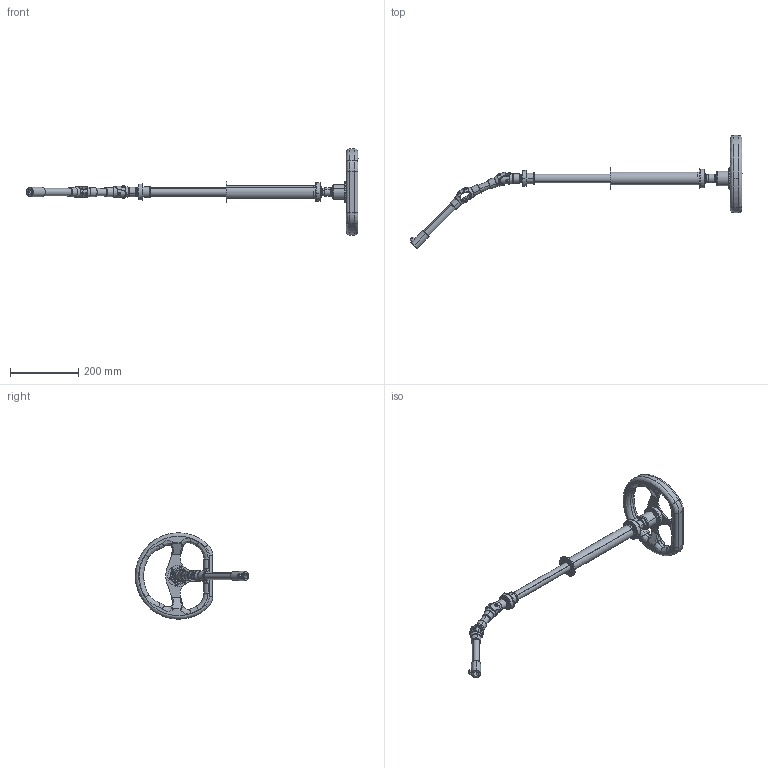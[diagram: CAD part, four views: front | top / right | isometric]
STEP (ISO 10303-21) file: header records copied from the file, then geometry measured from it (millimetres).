
FILE_DESCRIPTION (( 'STEP AP214' ), '1' );
FILE_NAME ('SteeringColumn2SplineShaftFront.STEP', '2019-01-26T03:44:01', ( 'pattaya2u' ), ( 'Microsoft' ), 'SwSTEP 2.0', 'SolidWorks 2018', '' );
FILE_SCHEMA (( 'AUTOMOTIVE_DESIGN' ));
Length unit declared in the file: millimetre
Products named in the file (20): SteeringColumn2SplineShaftFront; TubeSteering.75_RackToUJoint; Basic External Retaining Ring_wti_Truarc 5100-112 - S1.125; Basic Internal Retaining Ring_am_B27.7M - 3BM1-47; AdapterUJointToColumn; TubeSteering.75_DoubleUJoint; SteeringWheel; Coupler.75SmoothTo.625-36Spline; SteeringWheelDisconnect; SteeringColumn; U-JointDoubleMid; AdapterHubToColumn; BearingBall6005; Socket Button Head Cap Screw_AI_SBHCSCREW 0.3125-18x0.5-HX-N; Basic Internal Retaining Ring_am_B27.7M - 3BM1-55; Radial Ball Bearing_68_SKF_SKF - 6006 - 14,SI,NC,14_68; SteeringWheelDisconnectSpline; SteeringColumnBush; U-JointWoodward; WheelHubDisconnect
Assembly tree (24 placements, depth 3):
  SteeringColumn2SplineShaftFront
    BearingBall6005
    WheelHubDisconnect
      SteeringWheelDisconnectSpline
      SteeringWheelDisconnect
    U-JointWoodward  x2
    SteeringWheel
    Basic Internal Retaining Ring_am_B27.7M - 3BM1-47
    Basic Internal Retaining Ring_am_B27.7M - 3BM1-55
    U-JointDoubleMid
      TubeSteering.75_DoubleUJoint
      U-JointWoodward  x2
    Coupler.75SmoothTo.625-36Spline
    TubeSteering.75_RackToUJoint
    SteeringColumn
    AdapterUJointToColumn
    AdapterHubToColumn
    Radial Ball Bearing_68_SKF_SKF - 6006 - 14,SI,NC,14_68
    Basic External Retaining Ring_wti_Truarc 5100-112 - S1.125
    Socket Button Head Cap Screw_AI_SBHCSCREW 0.3125-18x0.5-HX-N  x3
    SteeringColumnBush
Bounding box: 975.85 x 333.43 x 254 mm (x, y, z)
Volume: 957416.5 mm3; surface area: 333153.8 mm2
Topology: 35 solids, 35 shells, 803 faces, 1851 edges, 1138 vertices
Faces by surface type: cylinder 371, plane 200, bspline 106, torus 62, cone 58, sphere 6
Entity records: 27346 total; most frequent: CARTESIAN_POINT 9262, DIRECTION 3042, ORIENTED_EDGE 2886, EDGE_CURVE 1443, AXIS2_PLACEMENT_3D 1268, VERTEX_POINT 898, EDGE_LOOP 733, CIRCLE 694
